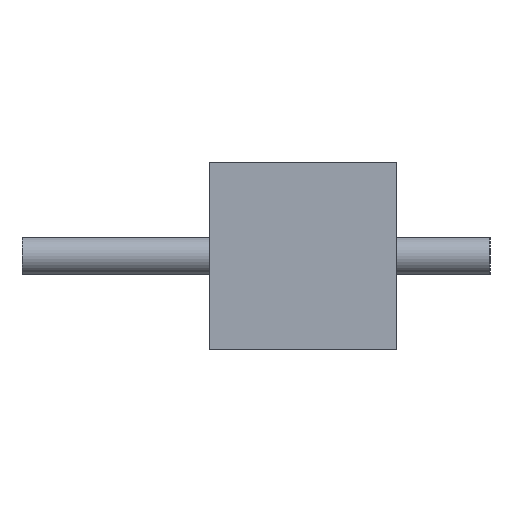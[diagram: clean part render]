
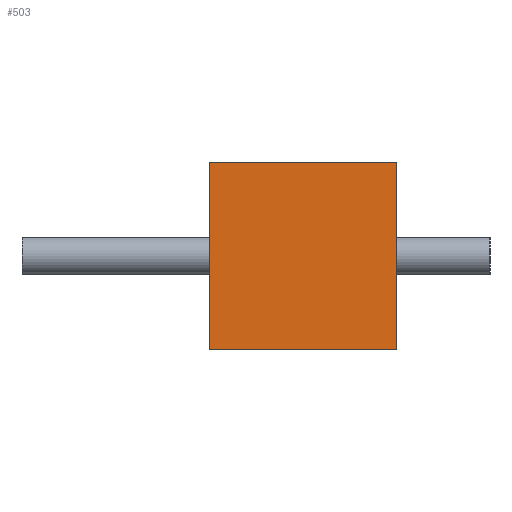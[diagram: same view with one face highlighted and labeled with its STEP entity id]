
A CAD part, left-side view. The second image highlights one B-rep face of the part: STEP entity #503.
In plain terms, the highlighted planar face has unit normal (-1, 0, 0).
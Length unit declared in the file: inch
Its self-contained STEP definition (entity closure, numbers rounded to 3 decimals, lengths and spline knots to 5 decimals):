
#240=CARTESIAN_POINT('',(-0.825,0.1,-0.05));
#241=VERTEX_POINT('',#240);
#248=CARTESIAN_POINT('',(-0.825,0.1,0.05));
#249=VERTEX_POINT('',#248);
#250=CARTESIAN_POINT('',(-0.825,0.1,-0.05));
#251=DIRECTION('',(0.,0.,1.));
#252=VECTOR('',#251,0.1);
#253=LINE('',#250,#252);
#254=EDGE_CURVE('',#241,#249,#253,.T.);
#461=CARTESIAN_POINT('',(-0.825,0.,-0.05));
#462=VERTEX_POINT('',#461);
#469=CARTESIAN_POINT('',(-0.825,0.1,-0.05));
#470=DIRECTION('',(0.,-1.,0.));
#471=VECTOR('',#470,0.1);
#472=LINE('',#469,#471);
#473=EDGE_CURVE('',#241,#462,#472,.T.);
#480=CARTESIAN_POINT('',(-0.825,0.1,-0.05));
#481=DIRECTION('',(1.,0.,0.));
#482=DIRECTION('',(0.,0.,-1.));
#483=AXIS2_PLACEMENT_3D('',#480,#481,#482);
#484=PLANE('',#483);
#485=CARTESIAN_POINT('',(-0.825,0.,0.05));
#486=VERTEX_POINT('',#485);
#487=CARTESIAN_POINT('',(-0.825,0.,-0.05));
#488=DIRECTION('',(0.,0.,1.));
#489=VECTOR('',#488,0.1);
#490=LINE('',#487,#489);
#491=EDGE_CURVE('',#462,#486,#490,.T.);
#492=ORIENTED_EDGE('',*,*,#491,.T.);
#493=CARTESIAN_POINT('',(-0.825,0.1,0.05));
#494=DIRECTION('',(0.,-1.,0.));
#495=VECTOR('',#494,0.1);
#496=LINE('',#493,#495);
#497=EDGE_CURVE('',#249,#486,#496,.T.);
#498=ORIENTED_EDGE('',*,*,#497,.F.);
#499=ORIENTED_EDGE('',*,*,#254,.F.);
#500=ORIENTED_EDGE('',*,*,#473,.T.);
#501=EDGE_LOOP('',(#492,#498,#499,#500));
#502=FACE_BOUND('',#501,.T.);
#503=ADVANCED_FACE('',(#502),#484,.F.);
